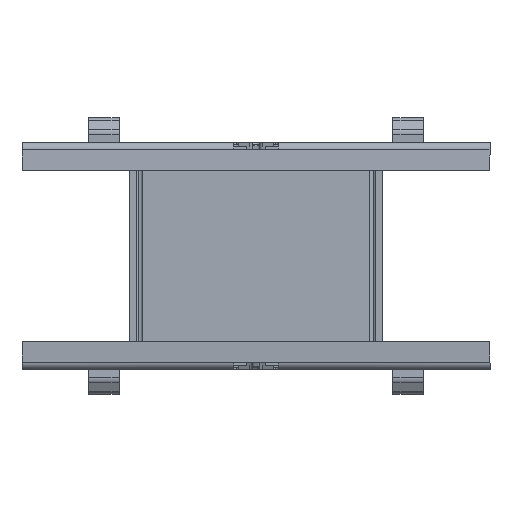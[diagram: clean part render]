
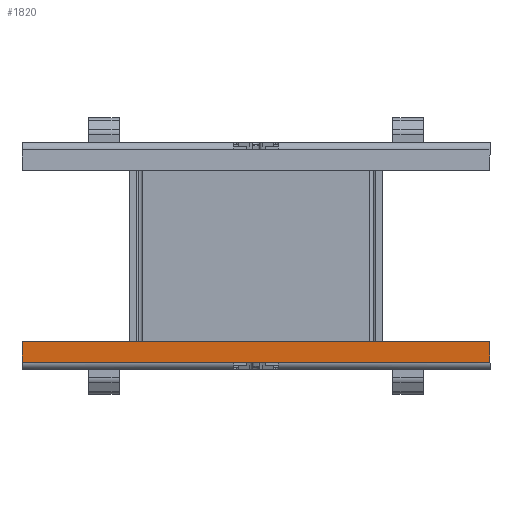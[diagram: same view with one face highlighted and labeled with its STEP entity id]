
A CAD part, front view. The second image highlights one B-rep face of the part: STEP entity #1820.
In plain terms, the highlighted face is planar.
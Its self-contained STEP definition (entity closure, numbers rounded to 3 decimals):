
#227 = DIRECTION ( 'NONE',  ( 0., 0., -1. ) ) ;
#756 = ORIENTED_EDGE ( 'NONE', *, *, #10989, .T. ) ;
#1184 = DIRECTION ( 'NONE',  ( -0.999, 0.052, 0. ) ) ;
#1312 = ORIENTED_EDGE ( 'NONE', *, *, #12453, .F. ) ;
#1322 = CARTESIAN_POINT ( 'NONE',  ( 12., -0.629, 100. ) ) ;
#1354 = DIRECTION ( 'NONE',  ( 0., 0., -1. ) ) ;
#1820 = ADVANCED_FACE ( 'NONE', ( #7883 ), #2965, .T. ) ;
#1885 = VERTEX_POINT ( 'NONE', #5002 ) ;
#1889 = CARTESIAN_POINT ( 'NONE',  ( 3.08, -0.161, -100. ) ) ;
#2109 = CARTESIAN_POINT ( 'NONE',  ( 12., -0.629, -100. ) ) ;
#2303 = LINE ( 'NONE', #7604, #10589 ) ;
#2444 = VERTEX_POINT ( 'NONE', #1889 ) ;
#2965 = PLANE ( 'NONE',  #11069 ) ;
#3003 = VECTOR ( 'NONE', #1184, 1000. ) ;
#3093 = ORIENTED_EDGE ( 'NONE', *, *, #12539, .F. ) ;
#3194 = CARTESIAN_POINT ( 'NONE',  ( 3.08, -0.161, 100. ) ) ;
#3320 = LINE ( 'NONE', #9482, #3003 ) ;
#3707 = EDGE_CURVE ( 'NONE', #4160, #2444, #2303, .T. ) ;
#3990 = DIRECTION ( 'NONE',  ( -0.052, -0.999, 0. ) ) ;
#4160 = VERTEX_POINT ( 'NONE', #3194 ) ;
#4998 = VECTOR ( 'NONE', #7818, 1000. ) ;
#5002 = CARTESIAN_POINT ( 'NONE',  ( 12., -0.629, 100. ) ) ;
#5319 = LINE ( 'NONE', #11925, #4998 ) ;
#7125 = CARTESIAN_POINT ( 'NONE',  ( 12., -0.629, 100. ) ) ;
#7312 = VERTEX_POINT ( 'NONE', #2109 ) ;
#7534 = EDGE_LOOP ( 'NONE', ( #1312, #3093, #756, #11843 ) ) ;
#7604 = CARTESIAN_POINT ( 'NONE',  ( 3.08, -0.161, 100. ) ) ;
#7818 = DIRECTION ( 'NONE',  ( -0.999, 0.052, 0. ) ) ;
#7883 = FACE_OUTER_BOUND ( 'NONE', #7534, .T. ) ;
#7916 = VECTOR ( 'NONE', #227, 1000. ) ;
#9482 = CARTESIAN_POINT ( 'NONE',  ( 12., -0.629, -100. ) ) ;
#10589 = VECTOR ( 'NONE', #1354, 1000. ) ;
#10989 = EDGE_CURVE ( 'NONE', #1885, #4160, #5319, .T. ) ;
#11069 = AXIS2_PLACEMENT_3D ( 'NONE', #7125, #3990, #11270 ) ;
#11270 = DIRECTION ( 'NONE',  ( 0.999, -0.052, 0. ) ) ;
#11843 = ORIENTED_EDGE ( 'NONE', *, *, #3707, .T. ) ;
#11925 = CARTESIAN_POINT ( 'NONE',  ( 12., -0.629, 100. ) ) ;
#12453 = EDGE_CURVE ( 'NONE', #7312, #2444, #3320, .T. ) ;
#12539 = EDGE_CURVE ( 'NONE', #1885, #7312, #13117, .T. ) ;
#13117 = LINE ( 'NONE', #1322, #7916 ) ;
